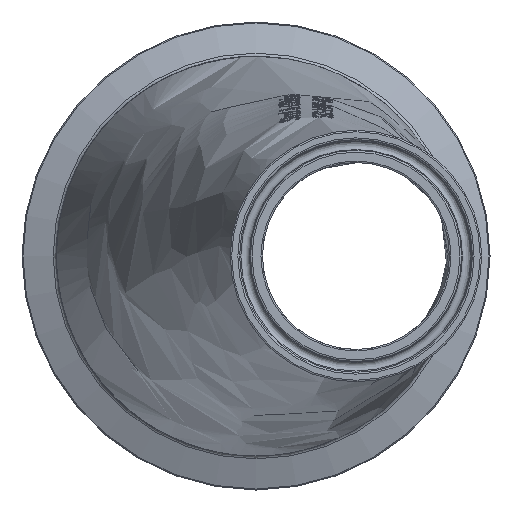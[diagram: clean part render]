
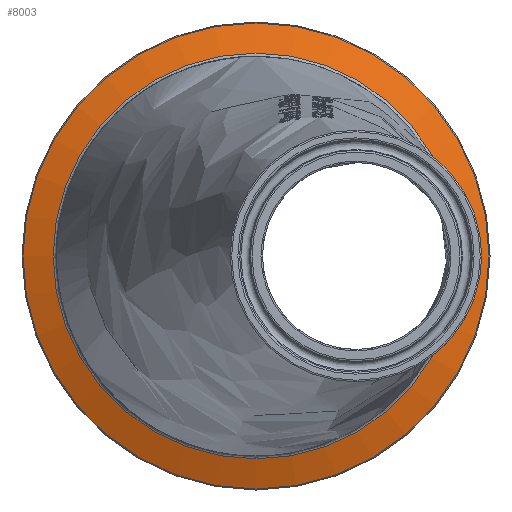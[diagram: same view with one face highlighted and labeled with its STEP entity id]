
A CAD part, left-side view. The second image highlights one B-rep face of the part: STEP entity #8003.
In plain terms, the highlighted conical face has half-angle 70 degrees and reference radius 55.131 mm.
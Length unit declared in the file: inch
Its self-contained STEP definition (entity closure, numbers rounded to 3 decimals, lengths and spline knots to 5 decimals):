
#16=CONICAL_SURFACE('',#8366,2.1705,70.);
#523=FACE_BOUND('',#2338,.T.);
#1824=FACE_OUTER_BOUND('',#2337,.T.);
#2337=EDGE_LOOP('',(#7425));
#2338=EDGE_LOOP('',(#7426));
#2473=CIRCLE('',#8365,2.33113);
#2474=CIRCLE('',#8367,2.02961);
#3873=VERTEX_POINT('',#17733);
#3874=VERTEX_POINT('',#17736);
#5064=EDGE_CURVE('',#3873,#3873,#2473,.T.);
#5065=EDGE_CURVE('',#3874,#3874,#2474,.T.);
#7425=ORIENTED_EDGE('',*,*,#5065,.F.);
#7426=ORIENTED_EDGE('',*,*,#5064,.F.);
#8003=ADVANCED_FACE('',(#1824,#523),#16,.T.);
#8365=AXIS2_PLACEMENT_3D('',#17734,#9464,#9465);
#8366=AXIS2_PLACEMENT_3D('',#17735,#9466,#9467);
#8367=AXIS2_PLACEMENT_3D('',#17737,#9468,#9469);
#9464=DIRECTION('center_axis',(1.,0.,0.));
#9465=DIRECTION('ref_axis',(0.,-1.,0.));
#9466=DIRECTION('center_axis',(1.,0.,0.));
#9467=DIRECTION('ref_axis',(0.,1.,0.));
#9468=DIRECTION('center_axis',(-1.,0.,0.));
#9469=DIRECTION('ref_axis',(0.,-1.,0.));
#17733=CARTESIAN_POINT('',(8.50941,3.33113,0.));
#17734=CARTESIAN_POINT('Origin',(8.50941,1.,0.));
#17735=CARTESIAN_POINT('Origin',(8.45094,1.,0.));
#17736=CARTESIAN_POINT('',(8.39966,3.02961,0.));
#17737=CARTESIAN_POINT('Origin',(8.39966,1.,0.));
